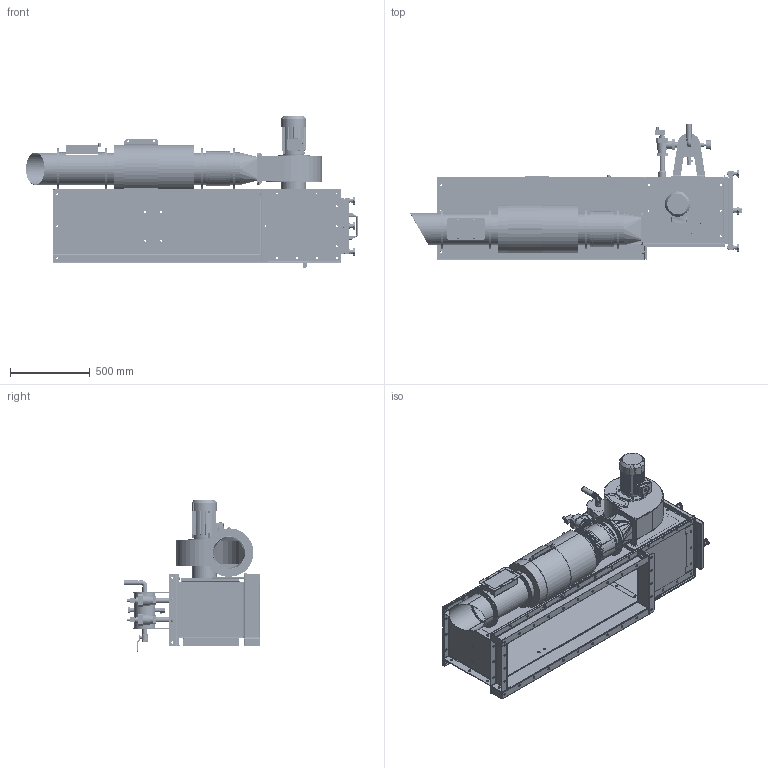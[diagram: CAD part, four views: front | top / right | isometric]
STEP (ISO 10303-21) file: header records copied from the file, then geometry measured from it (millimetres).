
FILE_DESCRIPTION (( 'STEP AP203' ), '1' );
FILE_NAME ('LJHO01.STEP', '2023-12-04T09:42:16', ( '' ), ( '' ), 'SwSTEP 2.0', 'SolidWorks 2022', '' );
FILE_SCHEMA (( 'CONFIG_CONTROL_DESIGN' ));
Length unit declared in the file: millimetre
Products named in the file (102): User Library-manometrM63-3 igs; VR-S011-02 - BODY II_Výchozí; PO-SJ31-00 - TZL TUBE DN200_Výchozí; VR-S012-02 - COLLAR DN150_Výchozí; VR-S011-01 - BODY I_Výchozí; FL-S065-00 - SVAREK MŘÍŽKY_Výchozí; RO-S067-02 - PART 2_Výchozí; PO-SJ32-00 - EXHAUST 200 GRID_Výchozí; RO-S067-00 - WLDM TUBE TZL_Výchozí; CSN 02 1740.00 6 - PODLOZKA; FL-D004-85 - ROOF 4-12_Výchozí; FS-S456-00 - WLDM FRAME 4-1-S_Výchozí; VR-N000-02 - SEAL DV300_Výchozí; PO-SJ31-01 - TUBE_Výchozí; FL-M000-87 - ASSY FLAGE IN 4-12_Výchozí; SPOJ M6x16 - SMP_Výchozí; ZÁSLEPKA G1-2 - MOSAZ_Výchozí; FL-M007-29 - ASSY REGENERATION 2V_Výchozí; BOLT JOINT - B+W-W+N_M10x20-X5-W; VR-S012-01 - COVER_Výchozí; AFGG-16_1-S4 - ASSY FAN 0,75kW PR150_Výchozí; FS-S456-04 - FRAME I_Výchozí; VR-S011-00 - WLDM CASE D300_Výchozí; BOLT JOINT - B+W-W+N_M8x20-X5-W; RO-S067-03 - FLANGE_Výchozí; KULOVÝ VENTIL G3-4_Výchozí; FL-M006-34 - ASSY FILTER BOX 4-1-12 23-11_Výchozí; FL-D004-89 - BUCKLE_Výchozí; FL-4-1-12 - ASSY LOCAL FILTER 23-11_Výchozí; RG-S186-01 - PIPE_Výchozí; FL-D004-44 - FLANGE II_Výchozí; RG-S100-02 - TUBE VALVE 33,7_Výchozí; FS-N000-09 - MADLO_Výchozí; VR-S011-06 - COLLAR II_Výchozí; RG-S135-03 - BRACKET_Výchozí; 12110800000013 - DN200_Výchozí; O-KROUŽEK - 34x4_Výchozí; TH-M004-08 - SILENCER DN200-L500_Výchozí; FS-D006-82 - DOOR_Výchozí; VENTIL OFUKU_Výchozí ...
Assembly tree (145 placements, depth 6):
  LJHO01
    FL-4-1-12 - ASSY LOCAL FILTER 23-11_Výchozí
      FL-M006-34 - ASSY FILTER BOX 4-1-12 23-11_Výchozí
        FS-D006-56 - SIDE PANEL 1250x420 P2 G3_Výchozí
        FS-D012-07 - SIDE PANEL 1250x420 L2 F G3_Výchozí
        FS-D012-21 - BACK COVER 4-1 G3_Výchozí
        FL-M007-29 - ASSY REGENERATION 2V_Výchozí
          FL-D004-84 - ROOF PV 4 G4_Výchozí
          O-KROUŽEK - 34x4_Výchozí  x4
          FS-D002-21 - CAP O THREAD_Výchozí  x2
          RG-S186-00 - WLDM PRESSURE VESSEL 2V-120-S G5_Výchozí
            RG-S186-01 - PIPE_Výchozí
            RG-S100-02 - TUBE VALVE 33,7_Výchozí  x4
            RG-S135-03 - BRACKET_Výchozí  x2
            FITTING INNER THREAD G3 4'''' S235_Výchozí  x2
            FITTING INNER THREAD G1 2'''' S235_Výchozí  x3
          VENTIL OFUKU_Výchozí  x2
          FL-D001-15 -TUBE IN_Výchozí  x2
          User Library-manometrM63-3 igs
          BMA-12 - KOHOUT KULOVÝ G1-2_Výchozí
          ZÁSLEPKA G1-2 - MOSAZ_Výchozí
          POJISTNÝ VENTIL G3-4 - MOSAZ_Výchozí
          SPOJ M6x16 - SMP_Výchozí
            ISO 4017 M6X16-5.6 - HEXAGON HEAD SCREW
            DIN 125 T1 6,4 - PODLOZKA
            CSN 02 1740.00 6 - PODLOZKA
          KOLENO 3-4 F-M_Výchozí
          KULOVÝ VENTIL G3-4_Výchozí
        FS-M007-42 - ASSY FRONT DOOR 4-1 S G5
          FS-S456-00 - WLDM FRAME 4-1-S_Výchozí
            FS-S456-08 - FRAME IV_Výchozí  x2
            FS-S456-04 - FRAME I_Výchozí  x2
            FS-S456-02 - HEM II_Výchozí  x2
            FS-S456-01 - HEM I_Výchozí  x2
            BOLT - B_M10x55  x4
          00547004 - U-PIRELI SEAL 4-1-S_Výchozí
          MATICE HVĚZDA M10 - MHVPP  x4
            K0148_210
            WASHER JOINT - SW+W_M10-BW
          FS-D006-82 - DOOR_Výchozí
          FS-N000-09 - MADLO_Výchozí
          BOLT - B_M6x20
          NUT JOINT - N+SW+W_M6-W
      FL-M000-87 - ASSY FLAGE IN 4-12_Výchozí
        FL-D004-87 - FLANGE III_Výchozí
        FL-D004-88 - FLANGE I_Výchozí
        FL-D004-44 - FLANGE II_Výchozí
        FL-D004-45 - FLANGE II_Výchozí
        BOLT JOINT - B+W-W+N_M10x20-X5-W
      FL-D004-86 - STRIP ROOF_Výchozí
      FL-D002-69 - BRACKET AOV_Výchozí
      BOLT JOINT - B+W-W+N_M10x25-X8-W
      FL-D004-85 - ROOF 4-12_Výchozí
      AFGG-16_1-S4 - ASSY FAN 0,75kW PR150_Výchozí
        1LE1001-0DB32-2FB4 - ELEKTROMOTOR 0,75 KW_Výchozí
        VR-S012-00 - WLDM INPUT DN150-300_Výchozí
          VR-S012-01 - COVER_Výchozí
          VR-S012-02 - COLLAR DN150_Výchozí
          12110500000013 - DN150_Výchozí
        VR-S011-00 - WLDM CASE D300_Výchozí
Bounding box: 2079.92 x 853.5 x 951.5 mm (x, y, z)
Volume: 41735417.3 mm3; surface area: 15574715.9 mm2
Topology: 136 solids, 136 shells, 4656 faces, 11518 edges, 7277 vertices
Faces by surface type: plane 2383, cylinder 1813, torus 198, bspline 152, cone 102, sphere 8
Entity records: 132447 total; most frequent: CARTESIAN_POINT 29710, DIRECTION 18964, ORIENTED_EDGE 18476, EDGE_CURVE 9238, AXIS2_PLACEMENT_3D 6718, VERTEX_POINT 5843, VECTOR 5528, LINE 5528
